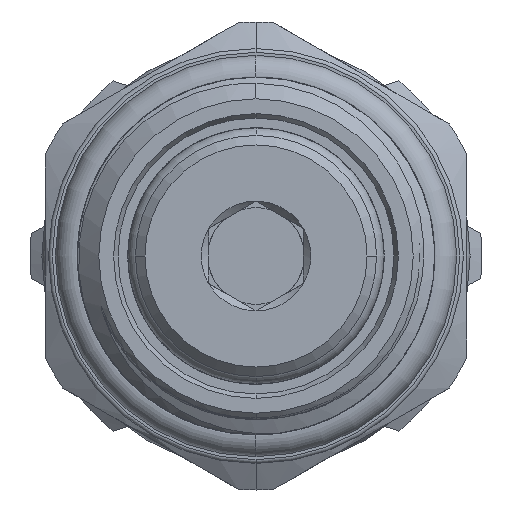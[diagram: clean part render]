
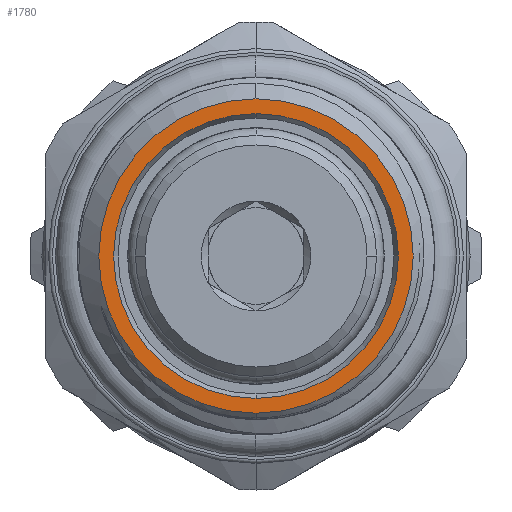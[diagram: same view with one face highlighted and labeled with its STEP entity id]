
A CAD part, left-side view. The second image highlights one B-rep face of the part: STEP entity #1780.
In plain terms, the highlighted planar face has unit normal (-1, 0, 0).
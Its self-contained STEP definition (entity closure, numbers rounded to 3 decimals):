
#116 = ORIENTED_EDGE ( 'NONE', *, *, #943, .F. ) ;
#468 = AXIS2_PLACEMENT_3D ( 'NONE', #3812, #7874, #8686 ) ;
#476 = FACE_OUTER_BOUND ( 'NONE', #5851, .T. ) ;
#499 = VERTEX_POINT ( 'NONE', #6608 ) ;
#943 = EDGE_CURVE ( 'NONE', #499, #8354, #5497, .T. ) ;
#1201 = CARTESIAN_POINT ( 'NONE',  ( -44.4, 0., -8.28 ) ) ;
#1780 = ADVANCED_FACE ( 'NONE', ( #476, #10067 ), #5406, .F. ) ;
#1847 = CIRCLE ( 'NONE', #4976, 8.28 ) ;
#2081 = VERTEX_POINT ( 'NONE', #1201 ) ;
#2389 = DIRECTION ( 'NONE',  ( 0., 0., -1. ) ) ;
#2533 = AXIS2_PLACEMENT_3D ( 'NONE', #10768, #9996, #5044 ) ;
#2713 = DIRECTION ( 'NONE',  ( -1., 0., 0. ) ) ;
#3781 = CIRCLE ( 'NONE', #2533, 8.28 ) ;
#3792 = DIRECTION ( 'NONE',  ( -1., 0., 0. ) ) ;
#3812 = CARTESIAN_POINT ( 'NONE',  ( -44.4, 0., 0. ) ) ;
#4609 = ORIENTED_EDGE ( 'NONE', *, *, #6508, .T. ) ;
#4796 = CARTESIAN_POINT ( 'NONE',  ( -44.4, 0., 0. ) ) ;
#4976 = AXIS2_PLACEMENT_3D ( 'NONE', #4796, #3792, #5603 ) ;
#5044 = DIRECTION ( 'NONE',  ( 0., 0., -1. ) ) ;
#5406 = PLANE ( 'NONE',  #468 ) ;
#5497 = CIRCLE ( 'NONE', #7914, 7.5 ) ;
#5603 = DIRECTION ( 'NONE',  ( 0., 0., -1. ) ) ;
#5615 = AXIS2_PLACEMENT_3D ( 'NONE', #9818, #5755, #2389 ) ;
#5732 = EDGE_CURVE ( 'NONE', #8354, #499, #8609, .T. ) ;
#5755 = DIRECTION ( 'NONE',  ( -1., 0., 0. ) ) ;
#5851 = EDGE_LOOP ( 'NONE', ( #4609, #6619 ) ) ;
#5905 = CARTESIAN_POINT ( 'NONE',  ( -44.4, 0., 0. ) ) ;
#6273 = EDGE_LOOP ( 'NONE', ( #116, #9846 ) ) ;
#6508 = EDGE_CURVE ( 'NONE', #9037, #2081, #3781, .T. ) ;
#6608 = CARTESIAN_POINT ( 'NONE',  ( -44.4, 0., -7.5 ) ) ;
#6619 = ORIENTED_EDGE ( 'NONE', *, *, #6772, .T. ) ;
#6743 = DIRECTION ( 'NONE',  ( 0., 0., -1. ) ) ;
#6772 = EDGE_CURVE ( 'NONE', #2081, #9037, #1847, .T. ) ;
#7233 = CARTESIAN_POINT ( 'NONE',  ( -44.4, 0., 7.5 ) ) ;
#7874 = DIRECTION ( 'NONE',  ( 1., 0., 0. ) ) ;
#7914 = AXIS2_PLACEMENT_3D ( 'NONE', #5905, #2713, #6743 ) ;
#8354 = VERTEX_POINT ( 'NONE', #7233 ) ;
#8609 = CIRCLE ( 'NONE', #5615, 7.5 ) ;
#8686 = DIRECTION ( 'NONE',  ( 0., 0., 1. ) ) ;
#9037 = VERTEX_POINT ( 'NONE', #9541 ) ;
#9541 = CARTESIAN_POINT ( 'NONE',  ( -44.4, 0., 8.28 ) ) ;
#9818 = CARTESIAN_POINT ( 'NONE',  ( -44.4, 0., 0. ) ) ;
#9846 = ORIENTED_EDGE ( 'NONE', *, *, #5732, .F. ) ;
#9996 = DIRECTION ( 'NONE',  ( -1., 0., 0. ) ) ;
#10067 = FACE_BOUND ( 'NONE', #6273, .T. ) ;
#10768 = CARTESIAN_POINT ( 'NONE',  ( -44.4, 0., 0. ) ) ;
